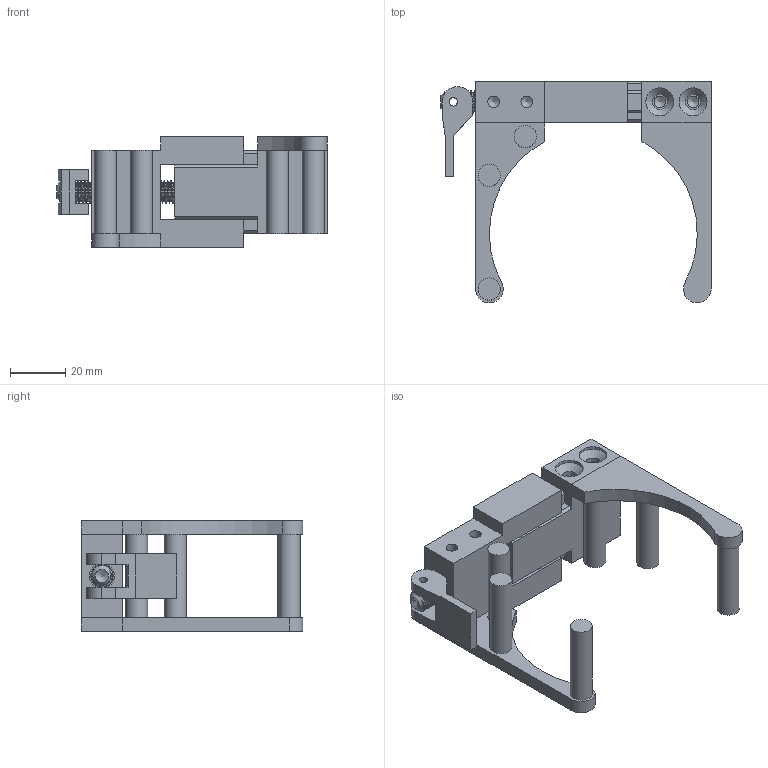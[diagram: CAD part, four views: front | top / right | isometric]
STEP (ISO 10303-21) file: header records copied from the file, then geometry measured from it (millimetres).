
FILE_DESCRIPTION(('FreeCAD Model'),'2;1');
FILE_NAME('Open CASCADE Shape Model','2024-12-23T12:19:18',(''),(''), 'Open CASCADE STEP processor 7.6','FreeCAD','Unknown');
FILE_SCHEMA(('AUTOMOTIVE_DESIGN { 1 0 10303 214 1 1 1 1 }'));
Length unit declared in the file: millimetre
Products named in the file (16): Part003; base_v003; base v2 003; Part004; arc_v004 (Mirror #1); Тіло; Тіло002; Тіло003; Part005; arc_v004 (Mirror #1)001; Тіло004; Тіло005; Тіло006; xcentric001; Тіло010; Тіло011
Assembly tree (15 placements, depth 3):
  Part003
    base_v003
    base v2 003
    Part004
      arc_v004 (Mirror #1)
      Тіло
      Тіло002
      Тіло003
    Part005
      arc_v004 (Mirror #1)001
      Тіло004
      Тіло005
      Тіло006
    xcentric001
      Тіло010
      Тіло011
Bounding box: 97.5 x 80 x 40 mm (x, y, z)
Volume: 59058.2 mm3; surface area: 30564.5 mm2
Topology: 12 solids, 12 shells, 344 faces, 792 edges, 467 vertices
Faces by surface type: bspline 147, plane 98, cylinder 82, cone 17
Full cylindrical faces by diameter (mm): 3 x2, 3.736 x1, 4.2 x8, 5.5 x4, 6.8 x1, 8 x42, 9 x1, 10.1 x4
Entity records: 25643 total; most frequent: CARTESIAN_POINT 18895, ORIENTED_EDGE 1570, DIRECTION 888, EDGE_CURVE 783, VERTEX_POINT 467, FACE_BOUND 368, EDGE_LOOP 368, ADVANCED_FACE 344
